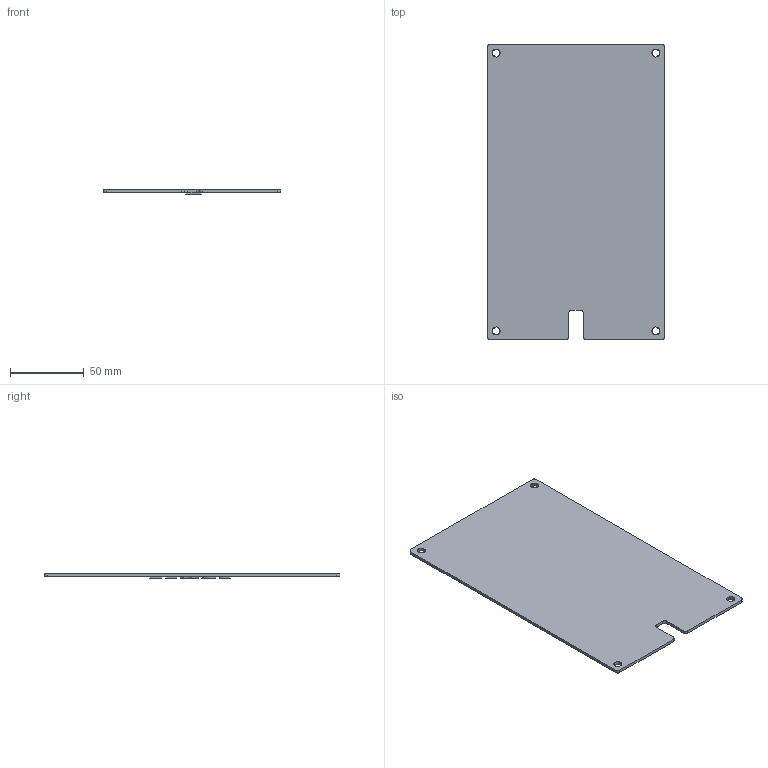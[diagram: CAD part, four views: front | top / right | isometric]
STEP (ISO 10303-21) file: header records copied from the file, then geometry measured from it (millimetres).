
FILE_DESCRIPTION(('FreeCAD Model'),'2;1');
FILE_NAME('Open CASCADE Shape Model','2025-08-01T20:19:37',(''),(''), 'Open CASCADE STEP processor 7.9','FreeCAD','Unknown');
FILE_SCHEMA(('AUTOMOTIVE_DESIGN { 1 0 10303 214 1 1 1 1 }'));
Length unit declared in the file: millimetre
Products named in the file (1): Body
Bounding box: 120 x 200 x 3 mm (x, y, z)
Volume: 47667.3 mm3; surface area: 49186 mm2
Topology: 1 solids, 1 shells, 134 faces, 392 edges, 268 vertices
Faces by surface type: plane 61, cylinder 36, extrusion 21, cone 16
Full cylindrical faces by diameter (mm): 5.4 x4
Entity records: 4779 total; most frequent: CARTESIAN_POINT 1196, ORIENTED_EDGE 784, DIRECTION 679, EDGE_CURVE 392, VERTEX_POINT 268, VECTOR 227, AXIS2_PLACEMENT_3D 226, LINE 206
